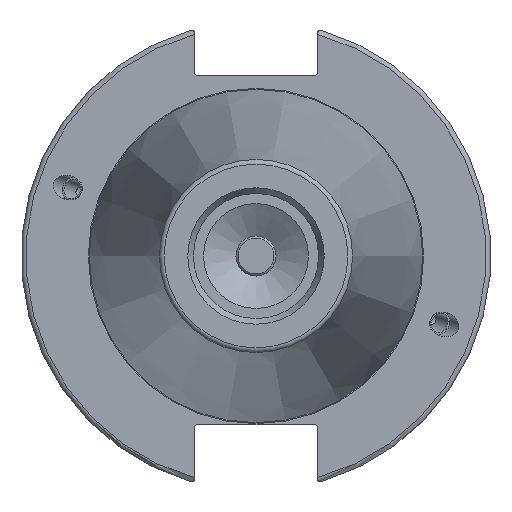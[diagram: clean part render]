
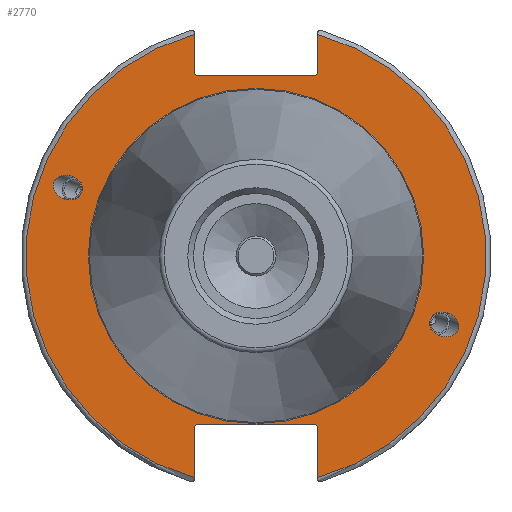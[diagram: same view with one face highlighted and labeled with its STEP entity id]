
A CAD part, left-side view. The second image highlights one B-rep face of the part: STEP entity #2770.
In plain terms, the highlighted planar face has unit normal (-1, 0, 0).
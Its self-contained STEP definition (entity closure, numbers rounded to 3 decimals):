
#480=ELLIPSE('',#3081,3.052,2.5);
#481=ELLIPSE('',#3117,3.052,2.5);
#586=FACE_BOUND('',#937,.T.);
#587=FACE_BOUND('',#938,.T.);
#588=FACE_BOUND('',#939,.T.);
#649=CIRCLE('',#3121,35.125);
#651=CIRCLE('',#3124,48.213);
#652=CIRCLE('',#3125,48.213);
#782=FACE_OUTER_BOUND('',#936,.T.);
#936=EDGE_LOOP('',(#2187,#2188,#2189,#2190,#2191,#2192,#2193,#2194,#2195,
#2196,#2197,#2198));
#937=EDGE_LOOP('',(#2199));
#938=EDGE_LOOP('',(#2200));
#939=EDGE_LOOP('',(#2201));
#1097=LINE('',#4759,#1265);
#1098=LINE('',#4761,#1266);
#1099=LINE('',#4763,#1267);
#1100=LINE('',#4765,#1268);
#1101=LINE('',#4767,#1269);
#1102=LINE('',#4771,#1270);
#1103=LINE('',#4773,#1271);
#1104=LINE('',#4775,#1272);
#1105=LINE('',#4777,#1273);
#1106=LINE('',#4778,#1274);
#1265=VECTOR('',#3615,10.);
#1266=VECTOR('',#3616,10.);
#1267=VECTOR('',#3617,10.);
#1268=VECTOR('',#3618,10.);
#1269=VECTOR('',#3619,10.);
#1270=VECTOR('',#3622,10.);
#1271=VECTOR('',#3623,10.);
#1272=VECTOR('',#3624,10.);
#1273=VECTOR('',#3625,10.);
#1274=VECTOR('',#3626,10.);
#1433=VERTEX_POINT('',#4479);
#1473=VERTEX_POINT('',#4743);
#1476=VERTEX_POINT('',#4750);
#1477=VERTEX_POINT('',#4755);
#1478=VERTEX_POINT('',#4756);
#1479=VERTEX_POINT('',#4758);
#1480=VERTEX_POINT('',#4760);
#1481=VERTEX_POINT('',#4762);
#1482=VERTEX_POINT('',#4764);
#1483=VERTEX_POINT('',#4766);
#1484=VERTEX_POINT('',#4768);
#1485=VERTEX_POINT('',#4770);
#1486=VERTEX_POINT('',#4772);
#1487=VERTEX_POINT('',#4774);
#1488=VERTEX_POINT('',#4776);
#1686=EDGE_CURVE('',#1433,#1433,#480,.T.);
#1739=EDGE_CURVE('',#1473,#1473,#481,.T.);
#1742=EDGE_CURVE('',#1476,#1476,#649,.T.);
#1744=EDGE_CURVE('',#1477,#1478,#651,.T.);
#1745=EDGE_CURVE('',#1477,#1479,#1097,.T.);
#1746=EDGE_CURVE('',#1480,#1479,#1098,.T.);
#1747=EDGE_CURVE('',#1480,#1481,#1099,.T.);
#1748=EDGE_CURVE('',#1482,#1481,#1100,.T.);
#1749=EDGE_CURVE('',#1482,#1483,#1101,.T.);
#1750=EDGE_CURVE('',#1484,#1483,#652,.T.);
#1751=EDGE_CURVE('',#1484,#1485,#1102,.T.);
#1752=EDGE_CURVE('',#1486,#1485,#1103,.T.);
#1753=EDGE_CURVE('',#1486,#1487,#1104,.T.);
#1754=EDGE_CURVE('',#1488,#1487,#1105,.T.);
#1755=EDGE_CURVE('',#1488,#1478,#1106,.T.);
#2187=ORIENTED_EDGE('',*,*,#1744,.F.);
#2188=ORIENTED_EDGE('',*,*,#1745,.T.);
#2189=ORIENTED_EDGE('',*,*,#1746,.F.);
#2190=ORIENTED_EDGE('',*,*,#1747,.T.);
#2191=ORIENTED_EDGE('',*,*,#1748,.F.);
#2192=ORIENTED_EDGE('',*,*,#1749,.T.);
#2193=ORIENTED_EDGE('',*,*,#1750,.F.);
#2194=ORIENTED_EDGE('',*,*,#1751,.T.);
#2195=ORIENTED_EDGE('',*,*,#1752,.F.);
#2196=ORIENTED_EDGE('',*,*,#1753,.T.);
#2197=ORIENTED_EDGE('',*,*,#1754,.F.);
#2198=ORIENTED_EDGE('',*,*,#1755,.T.);
#2199=ORIENTED_EDGE('',*,*,#1686,.T.);
#2200=ORIENTED_EDGE('',*,*,#1739,.T.);
#2201=ORIENTED_EDGE('',*,*,#1742,.F.);
#2666=PLANE('',#3123);
#2770=ADVANCED_FACE('',(#782,#586,#587,#588),#2666,.T.);
#3081=AXIS2_PLACEMENT_3D('',#4481,#3510,#3511);
#3117=AXIS2_PLACEMENT_3D('',#4745,#3599,#3600);
#3121=AXIS2_PLACEMENT_3D('',#4752,#3607,#3608);
#3123=AXIS2_PLACEMENT_3D('',#4754,#3611,#3612);
#3124=AXIS2_PLACEMENT_3D('',#4757,#3613,#3614);
#3125=AXIS2_PLACEMENT_3D('',#4769,#3620,#3621);
#3510=DIRECTION('center_axis',(1.,0.,0.));
#3511=DIRECTION('ref_axis',(0.,-0.94,-0.342));
#3599=DIRECTION('center_axis',(1.,0.,0.));
#3600=DIRECTION('ref_axis',(0.,0.94,0.342));
#3607=DIRECTION('center_axis',(-1.,0.,0.));
#3608=DIRECTION('ref_axis',(0.,-1.,0.));
#3611=DIRECTION('center_axis',(-1.,0.,0.));
#3612=DIRECTION('ref_axis',(0.,0.,1.));
#3613=DIRECTION('center_axis',(1.,0.,0.));
#3614=DIRECTION('ref_axis',(0.,-1.,0.));
#3615=DIRECTION('',(0.,0.,-1.));
#3616=DIRECTION('',(0.,-0.707,0.707));
#3617=DIRECTION('',(0.,1.,0.));
#3618=DIRECTION('',(0.,-0.707,-0.707));
#3619=DIRECTION('',(0.,0.,1.));
#3620=DIRECTION('center_axis',(1.,0.,0.));
#3621=DIRECTION('ref_axis',(0.,1.,0.));
#3622=DIRECTION('',(0.,0.,1.));
#3623=DIRECTION('',(0.,0.707,-0.707));
#3624=DIRECTION('',(0.,-1.,0.));
#3625=DIRECTION('',(0.,0.707,0.707));
#3626=DIRECTION('',(0.,0.,-1.));
#4479=CARTESIAN_POINT('',(3.175,-36.599,-13.321));
#4481=CARTESIAN_POINT('Origin',(3.175,-39.467,-14.365));
#4743=CARTESIAN_POINT('',(3.175,36.599,13.321));
#4745=CARTESIAN_POINT('Origin',(3.175,39.467,14.365));
#4750=CARTESIAN_POINT('',(3.175,0.,35.125));
#4752=CARTESIAN_POINT('Origin',(3.175,0.,0.));
#4754=CARTESIAN_POINT('Origin',(3.175,49.213,0.));
#4755=CARTESIAN_POINT('',(3.175,-12.95,46.441));
#4756=CARTESIAN_POINT('',(3.175,-12.95,-46.441));
#4757=CARTESIAN_POINT('Origin',(3.175,0.,0.));
#4758=CARTESIAN_POINT('',(3.175,-12.95,38.219));
#4759=CARTESIAN_POINT('',(3.175,-12.95,18.86));
#4760=CARTESIAN_POINT('',(3.175,-12.45,37.719));
#4761=CARTESIAN_POINT('',(3.175,12.27,12.999));
#4762=CARTESIAN_POINT('',(3.175,12.45,37.719));
#4763=CARTESIAN_POINT('',(3.175,24.606,37.719));
#4764=CARTESIAN_POINT('',(3.175,12.95,38.219));
#4765=CARTESIAN_POINT('',(3.175,12.336,37.605));
#4766=CARTESIAN_POINT('',(3.175,12.95,46.441));
#4767=CARTESIAN_POINT('',(3.175,12.95,18.86));
#4768=CARTESIAN_POINT('',(3.175,12.95,-46.441));
#4769=CARTESIAN_POINT('Origin',(3.175,0.,0.));
#4770=CARTESIAN_POINT('',(3.175,12.95,-35.806));
#4771=CARTESIAN_POINT('',(3.175,12.95,-17.653));
#4772=CARTESIAN_POINT('',(3.175,12.45,-35.306));
#4773=CARTESIAN_POINT('',(3.175,12.939,-35.795));
#4774=CARTESIAN_POINT('',(3.175,-12.45,-35.306));
#4775=CARTESIAN_POINT('',(3.175,24.606,-35.306));
#4776=CARTESIAN_POINT('',(3.175,-12.95,-35.806));
#4777=CARTESIAN_POINT('',(3.175,11.667,-11.189));
#4778=CARTESIAN_POINT('',(3.175,-12.95,-17.653));
